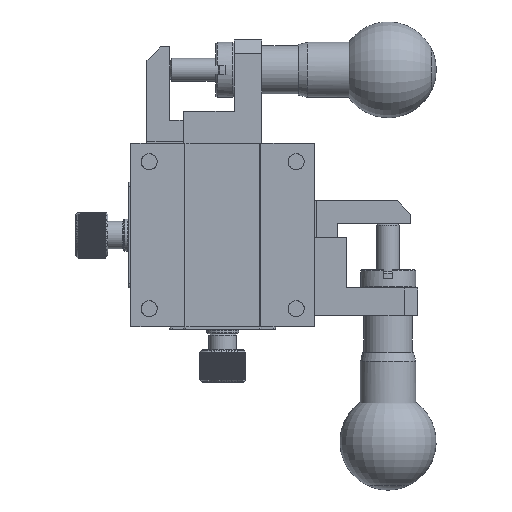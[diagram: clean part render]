
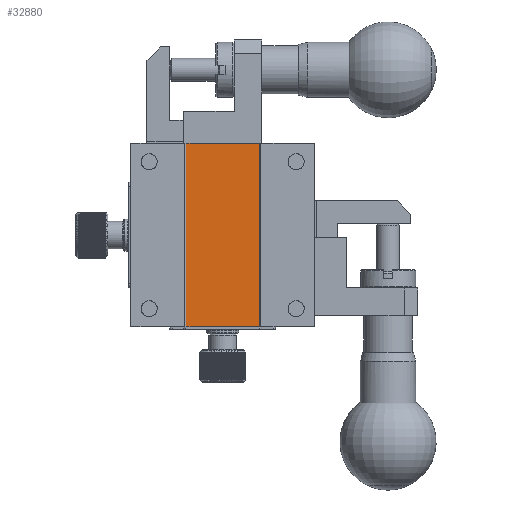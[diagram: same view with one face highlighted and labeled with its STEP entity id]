
A CAD part, front view. The second image highlights one B-rep face of the part: STEP entity #32880.
In plain terms, the highlighted planar face has unit normal (0, 1, 0).
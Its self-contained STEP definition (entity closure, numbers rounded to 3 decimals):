
#8956 = DIRECTION ( 'NONE',  ( -1., 0., 0. ) ) ;
#9139 = VECTOR ( 'NONE', #185906, 1000. ) ;
#10147 = EDGE_CURVE ( 'NONE', #105231, #174470, #183137, .T. ) ;
#14330 = ORIENTED_EDGE ( 'NONE', *, *, #152544, .T. ) ;
#19314 = AXIS2_PLACEMENT_3D ( 'NONE', #111715, #24938, #8956 ) ;
#24938 = DIRECTION ( 'NONE',  ( 0., 1., 0. ) ) ;
#25708 = EDGE_CURVE ( 'NONE', #141971, #86901, #129392, .T. ) ;
#27362 = CARTESIAN_POINT ( 'NONE',  ( 12., 0.3, 0. ) ) ;
#32880 = ADVANCED_FACE ( 'NONE', ( #85267 ), #183232, .T. ) ;
#37525 = CARTESIAN_POINT ( 'NONE',  ( 28., 0.3, -40. ) ) ;
#64071 = CARTESIAN_POINT ( 'NONE',  ( 12., 0.3, -40.007 ) ) ;
#64164 = EDGE_LOOP ( 'NONE', ( #181887, #88816, #14330, #101672 ) ) ;
#77407 = DIRECTION ( 'NONE',  ( 0., 0., -1. ) ) ;
#81538 = CARTESIAN_POINT ( 'NONE',  ( 12., 0.3, -40. ) ) ;
#85267 = FACE_OUTER_BOUND ( 'NONE', #64164, .T. ) ;
#86084 = DIRECTION ( 'NONE',  ( 1., 0., 0. ) ) ;
#86901 = VERTEX_POINT ( 'NONE', #128112 ) ;
#88816 = ORIENTED_EDGE ( 'NONE', *, *, #10147, .T. ) ;
#91566 = LINE ( 'NONE', #149047, #118570 ) ;
#101672 = ORIENTED_EDGE ( 'NONE', *, *, #25708, .T. ) ;
#105231 = VERTEX_POINT ( 'NONE', #37525 ) ;
#111715 = CARTESIAN_POINT ( 'NONE',  ( 28., 0.3, -40.007 ) ) ;
#114380 = CARTESIAN_POINT ( 'NONE',  ( 3.334, 0.3, 0. ) ) ;
#118570 = VECTOR ( 'NONE', #77407, 1000. ) ;
#124729 = VECTOR ( 'NONE', #151745, 1000. ) ;
#125704 = CARTESIAN_POINT ( 'NONE',  ( 28., 0.3, -40. ) ) ;
#128112 = CARTESIAN_POINT ( 'NONE',  ( 28., 0.3, 0. ) ) ;
#129392 = LINE ( 'NONE', #114380, #163830 ) ;
#134794 = LINE ( 'NONE', #64071, #124729 ) ;
#141971 = VERTEX_POINT ( 'NONE', #27362 ) ;
#149047 = CARTESIAN_POINT ( 'NONE',  ( 28., 0.3, -40.007 ) ) ;
#151745 = DIRECTION ( 'NONE',  ( 0., 0., 1. ) ) ;
#152544 = EDGE_CURVE ( 'NONE', #174470, #141971, #134794, .T. ) ;
#158997 = EDGE_CURVE ( 'NONE', #86901, #105231, #91566, .T. ) ;
#163830 = VECTOR ( 'NONE', #86084, 1000. ) ;
#174470 = VERTEX_POINT ( 'NONE', #81538 ) ;
#181887 = ORIENTED_EDGE ( 'NONE', *, *, #158997, .T. ) ;
#183137 = LINE ( 'NONE', #125704, #9139 ) ;
#183232 = PLANE ( 'NONE',  #19314 ) ;
#185906 = DIRECTION ( 'NONE',  ( -1., 0., 0. ) ) ;
